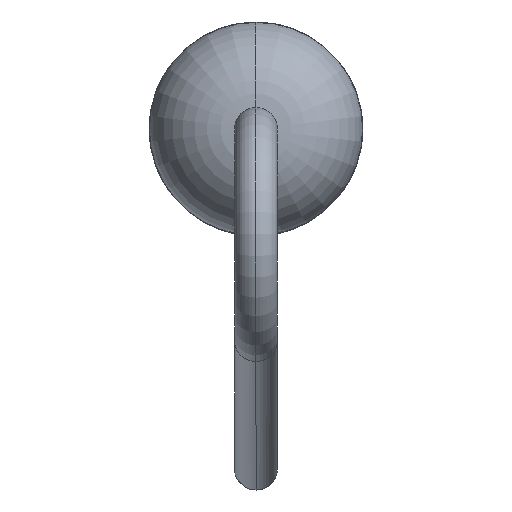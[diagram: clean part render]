
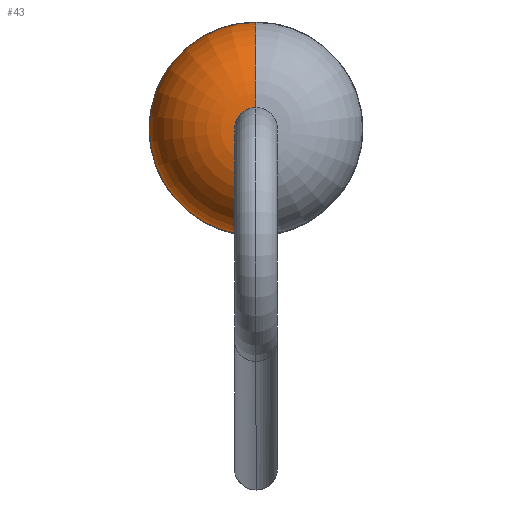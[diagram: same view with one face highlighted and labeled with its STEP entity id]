
A CAD part, left-side view. The second image highlights one B-rep face of the part: STEP entity #43.
In plain terms, the highlighted toroidal (fillet/blend) face has major radius 0.4 mm and minor radius 1.6 mm.
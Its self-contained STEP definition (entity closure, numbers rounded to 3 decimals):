
#33 = ORIENTED_EDGE ( 'NONE', *, *, #51, .T. ) ;
#36 = ORIENTED_EDGE ( 'NONE', *, *, #59, .F. ) ;
#41 = EDGE_LOOP ( 'NONE', ( #36, #33, #55, #46 ) ) ;
#43 = ADVANCED_FACE ( 'NONE', ( #529 ), #526, .T. ) ;
#46 = ORIENTED_EDGE ( 'NONE', *, *, #60, .F. ) ;
#47 = EDGE_CURVE ( 'NONE', #338, #322, #547, .T. ) ;
#49 = VERTEX_POINT ( 'NONE', #627 ) ;
#51 = EDGE_CURVE ( 'NONE', #116, #338, #618, .T. ) ;
#55 = ORIENTED_EDGE ( 'NONE', *, *, #47, .T. ) ;
#59 = EDGE_CURVE ( 'NONE', #116, #49, #550, .T. ) ;
#60 = EDGE_CURVE ( 'NONE', #49, #322, #624, .T. ) ;
#116 = VERTEX_POINT ( 'NONE', #810 ) ;
#322 = VERTEX_POINT ( 'NONE', #1326 ) ;
#338 = VERTEX_POINT ( 'NONE', #1388 ) ;
#514 = DIRECTION ( 'NONE',  ( 0., 0., 1. ) ) ;
#515 = DIRECTION ( 'NONE',  ( -1., 0., 0. ) ) ;
#517 = CARTESIAN_POINT ( 'NONE',  ( 1.6, 0., 0. ) ) ;
#524 = AXIS2_PLACEMENT_3D ( 'NONE', #517, #515, #514 ) ;
#526 = TOROIDAL_SURFACE ( 'NONE', #524, 0.4, 1.6 ) ;
#529 = FACE_OUTER_BOUND ( 'NONE', #41, .T. ) ;
#540 = AXIS2_PLACEMENT_3D ( 'NONE', #575, #556, #555 ) ;
#544 = DIRECTION ( 'NONE',  ( 0., 0., -1. ) ) ;
#545 = DIRECTION ( 'NONE',  ( 1., 0., 0. ) ) ;
#547 = CIRCLE ( 'NONE', #540, 0.4 ) ;
#550 = CIRCLE ( 'NONE', #574, 1.993 ) ;
#555 = DIRECTION ( 'NONE',  ( 0., 0., -1. ) ) ;
#556 = DIRECTION ( 'NONE',  ( 1., 0., 0. ) ) ;
#567 = DIRECTION ( 'NONE',  ( 0., 1., 0. ) ) ;
#568 = AXIS2_PLACEMENT_3D ( 'NONE', #573, #567, #620 ) ;
#573 = CARTESIAN_POINT ( 'NONE',  ( 1.6, 0., -0.4 ) ) ;
#574 = AXIS2_PLACEMENT_3D ( 'NONE', #604, #545, #544 ) ;
#575 = CARTESIAN_POINT ( 'NONE',  ( 0., 0., 0. ) ) ;
#584 = DIRECTION ( 'NONE',  ( 0., 0., -1. ) ) ;
#585 = DIRECTION ( 'NONE',  ( 0., -1., 0. ) ) ;
#587 = AXIS2_PLACEMENT_3D ( 'NONE', #590, #585, #584 ) ;
#590 = CARTESIAN_POINT ( 'NONE',  ( 1.6, 0., 0.4 ) ) ;
#604 = CARTESIAN_POINT ( 'NONE',  ( 1.45, 0., 0. ) ) ;
#618 = CIRCLE ( 'NONE', #568, 1.6 ) ;
#620 = DIRECTION ( 'NONE',  ( 0., 0., 1. ) ) ;
#624 = CIRCLE ( 'NONE', #587, 1.6 ) ;
#627 = CARTESIAN_POINT ( 'NONE',  ( 1.45, 0., 1.993 ) ) ;
#810 = CARTESIAN_POINT ( 'NONE',  ( 1.45, 0., -1.993 ) ) ;
#1326 = CARTESIAN_POINT ( 'NONE',  ( 0., 0., 0.4 ) ) ;
#1388 = CARTESIAN_POINT ( 'NONE',  ( 0., 0., -0.4 ) ) ;
